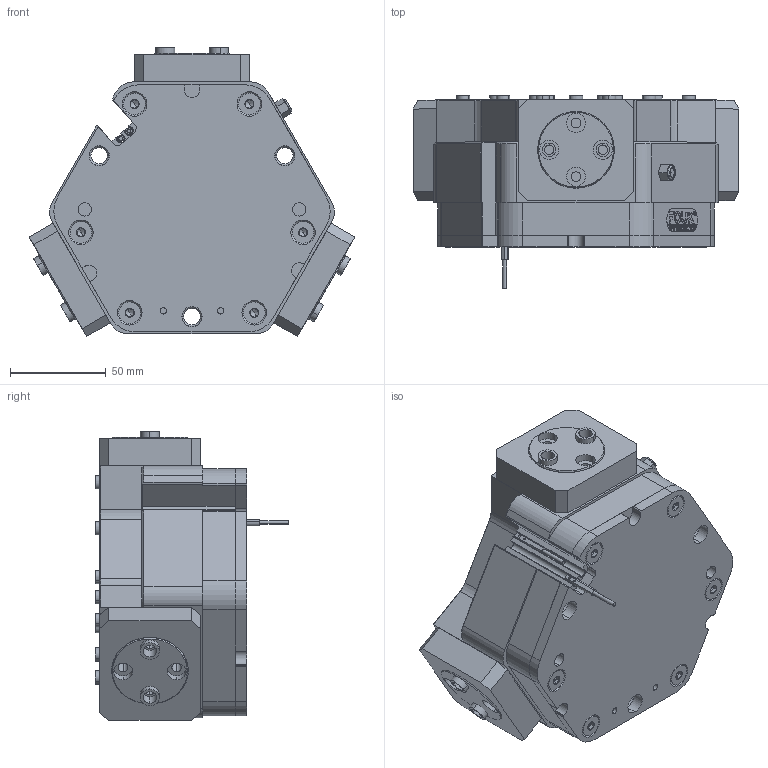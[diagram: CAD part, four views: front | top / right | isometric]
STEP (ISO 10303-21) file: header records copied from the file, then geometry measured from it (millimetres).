
FILE_DESCRIPTION (( 'STEP AP203' ), '1' );
FILE_NAME ('TZF90.STEP', '2026-03-25T01:22:05', ( '' ), ( '' ), 'SwSTEP 2.0', 'SolidWorks 2018', '' );
FILE_SCHEMA (( 'CONFIG_CONTROL_DESIGN' ));
Length unit declared in the file: millimetre
Products named in the file (12): TZF90-M-01 褲极; 錨璃3; TRF57-05 忒硌薊輸; TRF57-06 耜猾极; BSLMM5; 蹟隊M6X16; FZ90-155-M-05 菁裔啣; TZF90; TZF90-M-04 滅鳥裔啣; 錨璃2; 棠羲換覜ん; 32x12-R6
Assembly tree (40 placements, depth 2):
  TZF90
    TZF90-M-01 褲极
    TZF90-M-04 滅鳥裔啣
    FZ90-155-M-05 菁裔啣
    TRF57-06 耜猾极  x3
    TRF57-05 忒硌薊輸  x3
    棠羲換覜ん  x2
    32x12-R6
    錨璃2  x15
    錨璃3  x6
    蹟隊M6X16  x6
    BSLMM5
Bounding box: 169.95 x 100.78 x 150.88 mm (x, y, z)
Volume: 973312 mm3; surface area: 194578.5 mm2
Topology: 40 solids, 40 shells, 1538 faces, 3783 edges, 2384 vertices
Faces by surface type: plane 672, cylinder 443, cone 223, bspline 172, torus 26, sphere 2
Entity records: 41678 total; most frequent: CARTESIAN_POINT 12636, ORIENTED_EDGE 5776, DIRECTION 5267, EDGE_CURVE 2888, VERTEX_POINT 1862, LINE 1785, VECTOR 1785, AXIS2_PLACEMENT_3D 1741
